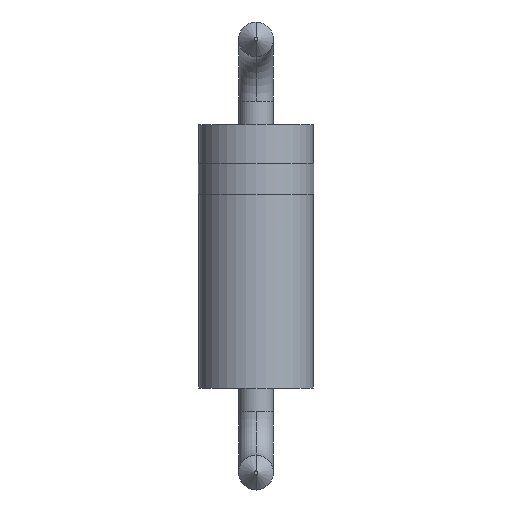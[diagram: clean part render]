
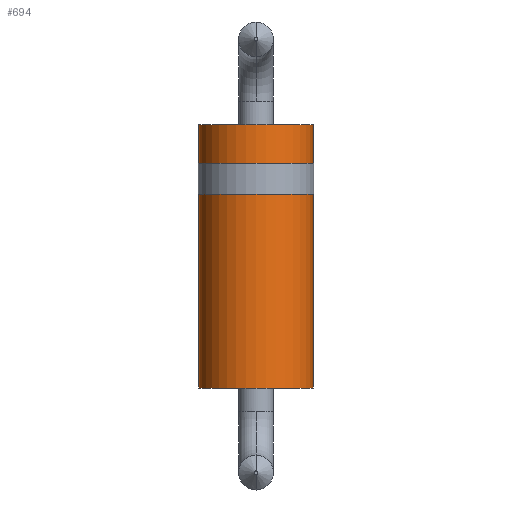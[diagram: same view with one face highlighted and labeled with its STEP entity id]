
A CAD part, front view. The second image highlights one B-rep face of the part: STEP entity #694.
In plain terms, the highlighted cylindrical face has radius 0.925 mm (diameter 1.85 mm), a partial arc.
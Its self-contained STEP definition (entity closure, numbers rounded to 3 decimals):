
#24 = LINE ( 'NONE', #729, #506 ) ;
#81 = EDGE_LOOP ( 'NONE', ( #740, #934, #476, #951 ) ) ;
#103 = CARTESIAN_POINT ( 'NONE',  ( 0., 0.925, -5.625 ) ) ;
#187 = DIRECTION ( 'NONE',  ( 1., 0., 0. ) ) ;
#202 = LINE ( 'NONE', #687, #821 ) ;
#239 = EDGE_CURVE ( 'NONE', #341, #902, #202, .T. ) ;
#276 = CARTESIAN_POINT ( 'NONE',  ( 0.925, 0.925, -5.625 ) ) ;
#341 = VERTEX_POINT ( 'NONE', #930 ) ;
#348 = AXIS2_PLACEMENT_3D ( 'NONE', #720, #969, #187 ) ;
#389 = DIRECTION ( 'NONE',  ( 0., 0., 1. ) ) ;
#394 = EDGE_CURVE ( 'NONE', #426, #816, #24, .T. ) ;
#399 = DIRECTION ( 'NONE',  ( 1., 0., 0. ) ) ;
#426 = VERTEX_POINT ( 'NONE', #276 ) ;
#468 = AXIS2_PLACEMENT_3D ( 'NONE', #964, #389, #626 ) ;
#476 = ORIENTED_EDGE ( 'NONE', *, *, #394, .T. ) ;
#506 = VECTOR ( 'NONE', #823, 1000. ) ;
#528 = CARTESIAN_POINT ( 'NONE',  ( -0.925, 0.925, -1.375 ) ) ;
#626 = DIRECTION ( 'NONE',  ( 1., 0., 0. ) ) ;
#668 = FACE_OUTER_BOUND ( 'NONE', #81, .T. ) ;
#682 = CYLINDRICAL_SURFACE ( 'NONE', #468, 0.925 ) ;
#687 = CARTESIAN_POINT ( 'NONE',  ( -0.925, 0.925, -5.625 ) ) ;
#694 = ADVANCED_FACE ( 'NONE', ( #668 ), #682, .T. ) ;
#706 = CIRCLE ( 'NONE', #949, 0.925 ) ;
#714 = EDGE_CURVE ( 'NONE', #902, #816, #882, .T. ) ;
#717 = CARTESIAN_POINT ( 'NONE',  ( 0.925, 0.925, -1.375 ) ) ;
#720 = CARTESIAN_POINT ( 'NONE',  ( 0., 0.925, -1.375 ) ) ;
#729 = CARTESIAN_POINT ( 'NONE',  ( 0.925, 0.925, -5.625 ) ) ;
#740 = ORIENTED_EDGE ( 'NONE', *, *, #239, .F. ) ;
#767 = DIRECTION ( 'NONE',  ( 0., 0., 1. ) ) ;
#797 = DIRECTION ( 'NONE',  ( 0., 0., 1. ) ) ;
#800 = EDGE_CURVE ( 'NONE', #341, #426, #706, .T. ) ;
#816 = VERTEX_POINT ( 'NONE', #717 ) ;
#821 = VECTOR ( 'NONE', #767, 1000. ) ;
#823 = DIRECTION ( 'NONE',  ( 0., 0., 1. ) ) ;
#882 = CIRCLE ( 'NONE', #348, 0.925 ) ;
#902 = VERTEX_POINT ( 'NONE', #528 ) ;
#930 = CARTESIAN_POINT ( 'NONE',  ( -0.925, 0.925, -5.625 ) ) ;
#934 = ORIENTED_EDGE ( 'NONE', *, *, #800, .T. ) ;
#949 = AXIS2_PLACEMENT_3D ( 'NONE', #103, #797, #399 ) ;
#951 = ORIENTED_EDGE ( 'NONE', *, *, #714, .F. ) ;
#964 = CARTESIAN_POINT ( 'NONE',  ( 0., 0.925, -5.625 ) ) ;
#969 = DIRECTION ( 'NONE',  ( 0., 0., 1. ) ) ;
